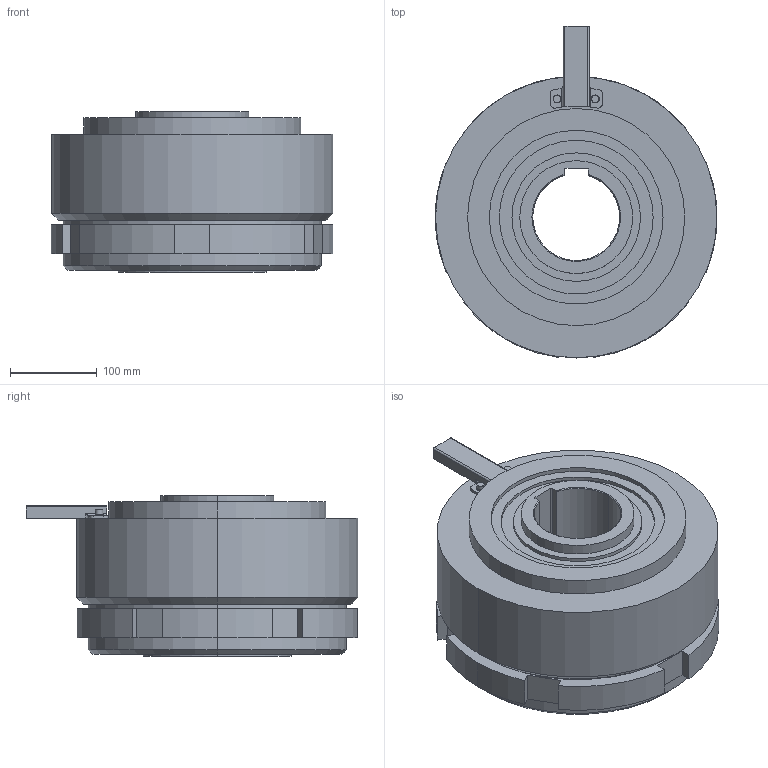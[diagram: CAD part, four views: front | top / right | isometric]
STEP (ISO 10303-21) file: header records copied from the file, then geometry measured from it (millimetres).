
FILE_DESCRIPTION (( 'STEP AP203' ), '1' );
FILE_NAME ('MDC 250_23701300_乾式多板電磁クラッチ組立.STEP', '2016-03-28T04:26:51', ( ' ' ), ( '' ), 'SwSTEP 2.0', 'SolidWorks 2009', '' );
FILE_SCHEMA (( 'CONFIG_CONTROL_DESIGN' ));
Length unit declared in the file: millimetre
Products named in the file (1): MDC 250_23701300_乾式多板電磁クラッチ組立
Bounding box: 324.5 x 382 x 185 mm (x, y, z)
Volume: 11733001.7 mm3; surface area: 614416.4 mm2
Topology: 2 solids, 5 shells, 190 faces, 451 edges, 296 vertices
Faces by surface type: cylinder 102, plane 72, cone 14, torus 2
Entity records: 5700 total; most frequent: DIRECTION 1045, CARTESIAN_POINT 1006, ORIENTED_EDGE 902, EDGE_CURVE 451, AXIS2_PLACEMENT_3D 411, VERTEX_POINT 296, EDGE_LOOP 223, VECTOR 223
